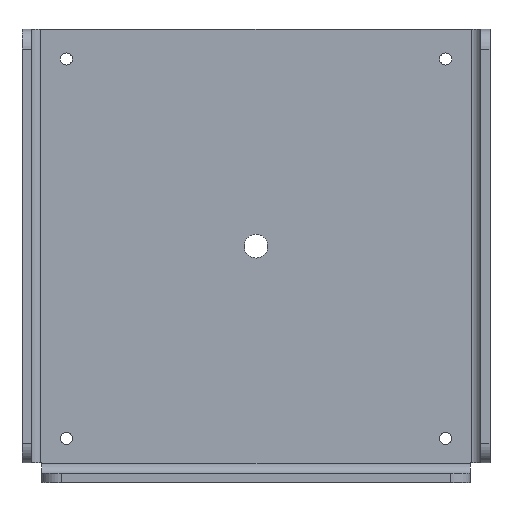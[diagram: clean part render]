
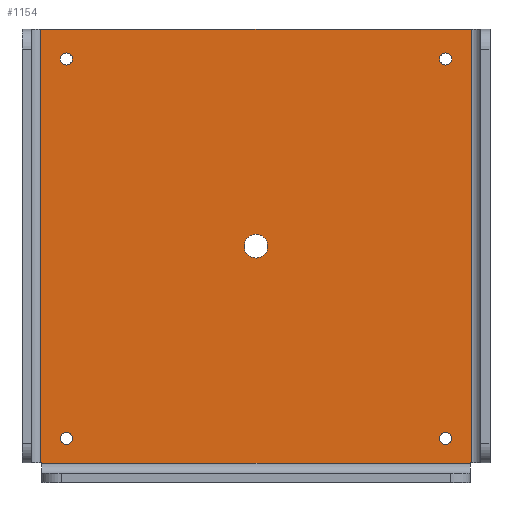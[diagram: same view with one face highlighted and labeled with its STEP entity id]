
A CAD part, top view. The second image highlights one B-rep face of the part: STEP entity #1154.
In plain terms, the highlighted planar face has unit normal (0, 0, 1).
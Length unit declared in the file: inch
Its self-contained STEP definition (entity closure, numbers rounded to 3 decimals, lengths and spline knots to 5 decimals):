
#145=DIRECTION('',(0.,-1.,0.));
#146=VECTOR('',#145,3.46457);
#147=CARTESIAN_POINT('',(1.7185,3.62205,0.07283));
#148=LINE('',#147,#146);
#163=DIRECTION('',(0.,-1.,0.));
#164=VECTOR('',#163,0.00394);
#165=CARTESIAN_POINT('',(-1.7126,0.15748,
0.07283));
#166=LINE('',#165,#164);
#167=DIRECTION('',(1.,0.,0.));
#168=VECTOR('',#167,0.00591);
#169=CARTESIAN_POINT('',(-1.7185,0.15748,
0.07283));
#170=LINE('',#169,#168);
#171=DIRECTION('',(-1.,0.,0.));
#172=VECTOR('',#171,3.43701);
#173=CARTESIAN_POINT('',(1.7185,3.62205,0.07283));
#174=LINE('',#173,#172);
#175=DIRECTION('',(1.,0.,0.));
#176=VECTOR('',#175,0.00591);
#177=CARTESIAN_POINT('',(1.7126,0.15748,0.07283));
#178=LINE('',#177,#176);
#179=DIRECTION('',(0.,1.,0.));
#180=VECTOR('',#179,0.00394);
#181=CARTESIAN_POINT('',(1.7126,0.15354,0.07283));
#182=LINE('',#181,#180);
#183=CARTESIAN_POINT('',(-1.51575,3.38583,0.07283));
#184=DIRECTION('',(0.,0.,1.));
#185=DIRECTION('',(1.,0.,0.));
#186=AXIS2_PLACEMENT_3D('',#183,#184,#185);
#188=CARTESIAN_POINT('',(-1.51575,3.38583,0.07283));
#189=DIRECTION('',(0.,0.,1.));
#190=DIRECTION('',(-1.,0.,0.));
#191=AXIS2_PLACEMENT_3D('',#188,#189,#190);
#193=CARTESIAN_POINT('',(1.51575,0.35433,0.07283));
#194=DIRECTION('',(0.,0.,1.));
#195=DIRECTION('',(1.,0.,0.));
#196=AXIS2_PLACEMENT_3D('',#193,#194,#195);
#198=CARTESIAN_POINT('',(1.51575,0.35433,0.07283));
#199=DIRECTION('',(0.,0.,1.));
#200=DIRECTION('',(-1.,0.,0.));
#201=AXIS2_PLACEMENT_3D('',#198,#199,#200);
#203=CARTESIAN_POINT('',(1.51575,3.38583,0.07283));
#204=DIRECTION('',(0.,0.,1.));
#205=DIRECTION('',(1.,0.,0.));
#206=AXIS2_PLACEMENT_3D('',#203,#204,#205);
#208=CARTESIAN_POINT('',(1.51575,3.38583,0.07283));
#209=DIRECTION('',(0.,0.,1.));
#210=DIRECTION('',(-1.,0.,0.));
#211=AXIS2_PLACEMENT_3D('',#208,#209,#210);
#213=CARTESIAN_POINT('',(-1.51575,0.35433,
0.07283));
#214=DIRECTION('',(0.,0.,1.));
#215=DIRECTION('',(1.,0.,0.));
#216=AXIS2_PLACEMENT_3D('',#213,#214,#215);
#218=CARTESIAN_POINT('',(-1.51575,0.35433,
0.07283));
#219=DIRECTION('',(0.,0.,1.));
#220=DIRECTION('',(-1.,0.,0.));
#221=AXIS2_PLACEMENT_3D('',#218,#219,#220);
#223=CARTESIAN_POINT('',(0.,1.88976,0.07283));
#224=DIRECTION('',(0.,0.,1.));
#225=DIRECTION('',(1.,0.,0.));
#226=AXIS2_PLACEMENT_3D('',#223,#224,#225);
#228=CARTESIAN_POINT('',(0.,1.88976,0.07283));
#229=DIRECTION('',(0.,0.,1.));
#230=DIRECTION('',(-1.,0.,0.));
#231=AXIS2_PLACEMENT_3D('',#228,#229,#230);
#233=DIRECTION('',(-1.,0.,0.));
#234=VECTOR('',#233,3.4252);
#235=CARTESIAN_POINT('',(1.7126,0.15354,0.07283));
#236=LINE('',#235,#234);
#655=DIRECTION('',(0.,1.,0.));
#656=VECTOR('',#655,3.46457);
#657=CARTESIAN_POINT('',(-1.7185,0.15748,
0.07283));
#658=LINE('',#657,#656);
#729=CARTESIAN_POINT('',(-1.46732,3.38583,0.07283));
#730=CARTESIAN_POINT('',(-1.56417,3.38583,0.07283));
#731=VERTEX_POINT('',#729);
#732=VERTEX_POINT('',#730);
#733=CARTESIAN_POINT('',(1.56417,0.35433,0.07283));
#734=CARTESIAN_POINT('',(1.46732,0.35433,0.07283));
#735=VERTEX_POINT('',#733);
#736=VERTEX_POINT('',#734);
#745=CARTESIAN_POINT('',(1.56417,3.38583,0.07283));
#746=CARTESIAN_POINT('',(1.46732,3.38583,0.07283));
#747=VERTEX_POINT('',#745);
#748=VERTEX_POINT('',#746);
#749=CARTESIAN_POINT('',(-1.46732,0.35433,
0.07283));
#750=CARTESIAN_POINT('',(-1.56417,0.35433,
0.07283));
#751=VERTEX_POINT('',#749);
#752=VERTEX_POINT('',#750);
#757=CARTESIAN_POINT('',(0.09449,1.88976,0.07283));
#758=CARTESIAN_POINT('',(-0.09449,1.88976,
0.07283));
#759=VERTEX_POINT('',#757);
#760=VERTEX_POINT('',#758);
#762=CARTESIAN_POINT('',(-1.7126,0.15748,
0.07283));
#764=VERTEX_POINT('',#762);
#766=CARTESIAN_POINT('',(1.7126,0.15748,0.07283));
#768=VERTEX_POINT('',#766);
#769=CARTESIAN_POINT('',(1.7126,0.15354,0.07283));
#770=CARTESIAN_POINT('',(-1.7126,0.15354,
0.07283));
#771=VERTEX_POINT('',#769);
#772=VERTEX_POINT('',#770);
#777=CARTESIAN_POINT('',(-1.7185,0.15748,
0.07283));
#778=CARTESIAN_POINT('',(-1.7185,3.62205,0.07283));
#779=VERTEX_POINT('',#777);
#780=VERTEX_POINT('',#778);
#785=CARTESIAN_POINT('',(1.7185,3.62205,0.07283));
#786=CARTESIAN_POINT('',(1.7185,0.15748,0.07283));
#787=VERTEX_POINT('',#785);
#788=VERTEX_POINT('',#786);
#1103=CARTESIAN_POINT('',(0.,0.,0.07283));
#1104=DIRECTION('',(0.,0.,1.));
#1105=DIRECTION('',(1.,0.,0.));
#1106=AXIS2_PLACEMENT_3D('',#1103,#1104,#1105);
#1107=PLANE('',#1106);
#1109=ORIENTED_EDGE('',*,*,#1108,.T.);
#1111=ORIENTED_EDGE('',*,*,#1110,.F.);
#1113=ORIENTED_EDGE('',*,*,#1112,.F.);
#1115=ORIENTED_EDGE('',*,*,#1114,.T.);
#1117=ORIENTED_EDGE('',*,*,#1116,.F.);
#1118=ORIENTED_EDGE('',*,*,#1094,.T.);
#1119=ORIENTED_EDGE('',*,*,#1019,.F.);
#1121=ORIENTED_EDGE('',*,*,#1120,.F.);
#1122=EDGE_LOOP('',(#1109,#1111,#1113,#1115,#1117,#1118,#1119,#1121));
#1123=FACE_OUTER_BOUND('',#1122,.F.);
#1125=ORIENTED_EDGE('',*,*,#1124,.T.);
#1127=ORIENTED_EDGE('',*,*,#1126,.T.);
#1128=EDGE_LOOP('',(#1125,#1127));
#1129=FACE_BOUND('',#1128,.F.);
#1131=ORIENTED_EDGE('',*,*,#1130,.T.);
#1133=ORIENTED_EDGE('',*,*,#1132,.T.);
#1134=EDGE_LOOP('',(#1131,#1133));
#1135=FACE_BOUND('',#1134,.F.);
#1137=ORIENTED_EDGE('',*,*,#1136,.T.);
#1139=ORIENTED_EDGE('',*,*,#1138,.T.);
#1140=EDGE_LOOP('',(#1137,#1139));
#1141=FACE_BOUND('',#1140,.F.);
#1143=ORIENTED_EDGE('',*,*,#1142,.T.);
#1145=ORIENTED_EDGE('',*,*,#1144,.T.);
#1146=EDGE_LOOP('',(#1143,#1145));
#1147=FACE_BOUND('',#1146,.F.);
#1149=ORIENTED_EDGE('',*,*,#1148,.T.);
#1151=ORIENTED_EDGE('',*,*,#1150,.T.);
#1152=EDGE_LOOP('',(#1149,#1151));
#1153=FACE_BOUND('',#1152,.F.);
#1154=ADVANCED_FACE('',(#1123,#1129,#1135,#1141,#1147,#1153),#1107,.T.);
#187=CIRCLE('',#186,0.04843);
#192=CIRCLE('',#191,0.04843);
#197=CIRCLE('',#196,0.04843);
#202=CIRCLE('',#201,0.04843);
#207=CIRCLE('',#206,0.04843);
#212=CIRCLE('',#211,0.04843);
#217=CIRCLE('',#216,0.04843);
#222=CIRCLE('',#221,0.04843);
#227=CIRCLE('',#226,0.09449);
#232=CIRCLE('',#231,0.09449);
#1019=EDGE_CURVE('',#768,#788,#178,.T.);
#1094=EDGE_CURVE('',#787,#788,#148,.T.);
#1108=EDGE_CURVE('',#771,#772,#236,.T.);
#1110=EDGE_CURVE('',#764,#772,#166,.T.);
#1112=EDGE_CURVE('',#779,#764,#170,.T.);
#1114=EDGE_CURVE('',#779,#780,#658,.T.);
#1116=EDGE_CURVE('',#787,#780,#174,.T.);
#1120=EDGE_CURVE('',#771,#768,#182,.T.);
#1124=EDGE_CURVE('',#731,#732,#187,.T.);
#1126=EDGE_CURVE('',#732,#731,#192,.T.);
#1130=EDGE_CURVE('',#735,#736,#197,.T.);
#1132=EDGE_CURVE('',#736,#735,#202,.T.);
#1136=EDGE_CURVE('',#747,#748,#207,.T.);
#1138=EDGE_CURVE('',#748,#747,#212,.T.);
#1142=EDGE_CURVE('',#751,#752,#217,.T.);
#1144=EDGE_CURVE('',#752,#751,#222,.T.);
#1148=EDGE_CURVE('',#759,#760,#227,.T.);
#1150=EDGE_CURVE('',#760,#759,#232,.T.);
